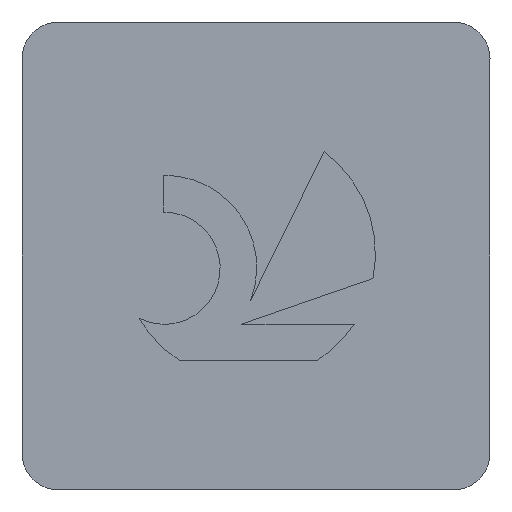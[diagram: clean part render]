
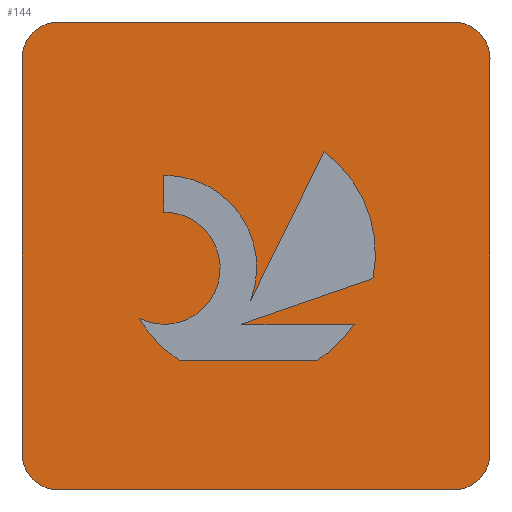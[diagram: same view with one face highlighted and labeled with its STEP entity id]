
A CAD part, top view. The second image highlights one B-rep face of the part: STEP entity #144.
In plain terms, the highlighted planar face has unit normal (0, 0, 1).
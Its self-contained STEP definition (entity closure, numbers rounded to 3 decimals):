
#144=ADVANCED_FACE('',(#396,#397),#398,.T.);
#158=EDGE_CURVE('',#184,#342,#414,.T.);
#184=VERTEX_POINT('',#443);
#194=EDGE_CURVE('',#360,#246,#453,.T.);
#202=EDGE_CURVE('',#308,#260,#462,.T.);
#206=VERTEX_POINT('',#466);
#212=EDGE_CURVE('',#316,#348,#472,.T.);
#214=VERTEX_POINT('',#474);
#216=VERTEX_POINT('',#476);
#224=EDGE_CURVE('',#260,#214,#484,.T.);
#228=VERTEX_POINT('',#488);
#230=VERTEX_POINT('',#490);
#232=EDGE_CURVE('',#302,#308,#492,.T.);
#236=EDGE_CURVE('',#342,#278,#497,.T.);
#238=EDGE_CURVE('',#328,#230,#499,.T.);
#246=VERTEX_POINT('',#507);
#254=EDGE_CURVE('',#206,#258,#516,.T.);
#258=VERTEX_POINT('',#520);
#260=VERTEX_POINT('',#522);
#278=VERTEX_POINT('',#545);
#280=EDGE_CURVE('',#246,#302,#547,.T.);
#292=EDGE_CURVE('',#278,#316,#561,.T.);
#296=EDGE_CURVE('',#216,#338,#566,.T.);
#302=VERTEX_POINT('',#572);
#306=EDGE_CURVE('',#258,#328,#577,.T.);
#308=VERTEX_POINT('',#579);
#314=VERTEX_POINT('',#585);
#316=VERTEX_POINT('',#587);
#328=VERTEX_POINT('',#601);
#330=EDGE_CURVE('',#338,#206,#603,.T.);
#332=EDGE_CURVE('',#228,#314,#605,.T.);
#336=EDGE_CURVE('',#348,#216,#609,.T.);
#338=VERTEX_POINT('',#611);
#342=VERTEX_POINT('',#615);
#348=VERTEX_POINT('',#621);
#354=EDGE_CURVE('',#230,#184,#627,.T.);
#360=VERTEX_POINT('',#633);
#364=EDGE_CURVE('',#214,#228,#638,.T.);
#372=EDGE_CURVE('',#314,#360,#646,.T.);
#396=FACE_BOUND('',#661,.T.);
#397=FACE_OUTER_BOUND('',#662,.T.);
#398=PLANE('',#663);
#414=LINE('',#682,#683);
#443=CARTESIAN_POINT('',(6.203,5.137,0.0));
#453=CIRCLE('',#740,1.0);
#462=LINE('',#751,#752);
#466=CARTESIAN_POINT('',(3.175,4.658,0.0));
#472=LINE('',#768,#769);
#474=CARTESIAN_POINT('',(11.7,12.7,0.0));
#476=CARTESIAN_POINT('',(8.023,3.52,0.0));
#484=CIRCLE('',#782,1.);
#488=CARTESIAN_POINT('',(1.0,12.7,0.0));
#490=CARTESIAN_POINT('',(3.846,8.541,0.0));
#492=CIRCLE('',#793,1.0);
#497=CIRCLE('',#799,3.447);
#499=LINE('',#802,#803);
#507=CARTESIAN_POINT('',(1.0,0.0,0.0));
#516=CIRCLE('',#829,1.522);
#520=CARTESIAN_POINT('',(4.537,7.38,0.0));
#522=CARTESIAN_POINT('',(12.7,11.7,0.0));
#545=CARTESIAN_POINT('',(9.525,5.736,0.0));
#547=LINE('',#868,#869);
#561=LINE('',#889,#890);
#566=LINE('',#896,#897);
#572=CARTESIAN_POINT('',(11.7,0.0,0.0));
#577=CIRCLE('',#911,1.522);
#579=CARTESIAN_POINT('',(12.7,1.0,0.0));
#585=CARTESIAN_POINT('',(0.,11.7,0.0));
#587=CARTESIAN_POINT('',(5.969,4.501,0.0));
#601=CARTESIAN_POINT('',(3.846,7.54,0.0));
#603=CIRCLE('',#941,3.447);
#605=CIRCLE('',#944,1.);
#609=CIRCLE('',#951,3.447);
#611=CARTESIAN_POINT('',(4.265,3.52,0.0));
#615=CARTESIAN_POINT('',(8.196,9.18,0.0));
#621=CARTESIAN_POINT('',(9.014,4.501,0.0));
#627=CIRCLE('',#975,2.504);
#633=CARTESIAN_POINT('',(0.0,1.0,0.0));
#638=LINE('',#988,#989);
#646=LINE('',#1001,#1002);
#661=EDGE_LOOP('',(#1012,#1013,#1014,#1015,#1016,#1017,#1018,#1019,#1020,#1021,#1022));
#662=EDGE_LOOP('',(#1023,#1024,#1025,#1026,#1027,#1028,#1029,#1030));
#663=AXIS2_PLACEMENT_3D('',#1031,#1032,#1033);
#682=CARTESIAN_POINT('',(7.454,7.676,0.0));
#683=VECTOR('',#1055,1.0);
#740=AXIS2_PLACEMENT_3D('',#1091,#1092,#1093);
#751=CARTESIAN_POINT('',(12.7,1.0,0.0));
#752=VECTOR('',#1105,1.0);
#768=CARTESIAN_POINT('',(7.682,4.501,0.0));
#769=VECTOR('',#1111,1.0);
#782=AXIS2_PLACEMENT_3D('',#1112,#1113,#1114);
#793=AXIS2_PLACEMENT_3D('',#1116,#1117,#1118);
#799=AXIS2_PLACEMENT_3D('',#1127,#1128,#1129);
#802=CARTESIAN_POINT('',(3.846,7.445,0.0));
#803=VECTOR('',#1130,1.0);
#829=AXIS2_PLACEMENT_3D('',#1143,#1144,#1145);
#868=CARTESIAN_POINT('',(1.0,0.0,0.0));
#869=VECTOR('',#1203,1.0);
#889=CARTESIAN_POINT('',(6.425,4.66,0.0));
#890=VECTOR('',#1225,1.0);
#896=CARTESIAN_POINT('',(5.308,3.52,0.0));
#897=VECTOR('',#1234,1.0);
#911=AXIS2_PLACEMENT_3D('',#1244,#1245,#1246);
#941=AXIS2_PLACEMENT_3D('',#1267,#1268,#1269);
#944=AXIS2_PLACEMENT_3D('',#1270,#1271,#1272);
#951=AXIS2_PLACEMENT_3D('',#1274,#1275,#1276);
#975=AXIS2_PLACEMENT_3D('',#1282,#1283,#1284);
#988=CARTESIAN_POINT('',(11.7,12.7,0.0));
#989=VECTOR('',#1296,1.0);
#1001=CARTESIAN_POINT('',(0.0,11.7,0.0));
#1002=VECTOR('',#1301,1.0);
#1012=ORIENTED_EDGE('',*,*,#238,.T.);
#1013=ORIENTED_EDGE('',*,*,#354,.T.);
#1014=ORIENTED_EDGE('',*,*,#158,.T.);
#1015=ORIENTED_EDGE('',*,*,#236,.T.);
#1016=ORIENTED_EDGE('',*,*,#292,.T.);
#1017=ORIENTED_EDGE('',*,*,#212,.T.);
#1018=ORIENTED_EDGE('',*,*,#336,.T.);
#1019=ORIENTED_EDGE('',*,*,#296,.T.);
#1020=ORIENTED_EDGE('',*,*,#330,.T.);
#1021=ORIENTED_EDGE('',*,*,#254,.T.);
#1022=ORIENTED_EDGE('',*,*,#306,.T.);
#1023=ORIENTED_EDGE('',*,*,#280,.T.);
#1024=ORIENTED_EDGE('',*,*,#232,.T.);
#1025=ORIENTED_EDGE('',*,*,#202,.T.);
#1026=ORIENTED_EDGE('',*,*,#224,.T.);
#1027=ORIENTED_EDGE('',*,*,#364,.T.);
#1028=ORIENTED_EDGE('',*,*,#332,.T.);
#1029=ORIENTED_EDGE('',*,*,#372,.T.);
#1030=ORIENTED_EDGE('',*,*,#194,.T.);
#1031=CARTESIAN_POINT('',(6.35,6.35,0.0));
#1032=DIRECTION('',(0.0,0.0,1.0));
#1033=DIRECTION('',(1.0,0.0,0.0));
#1055=DIRECTION('',(0.442,0.897,-0.0));
#1091=CARTESIAN_POINT('',(1.,1.,0.0));
#1092=DIRECTION('',(0.0,0.0,1.0));
#1093=DIRECTION('',(-1.0,0.,0.0));
#1105=DIRECTION('',(0.0,1.0,0.0));
#1111=DIRECTION('',(1.0,0.0,0.0));
#1112=CARTESIAN_POINT('',(11.7,11.7,0.0));
#1113=DIRECTION('',(0.0,-0.0,1.0));
#1114=DIRECTION('',(1.0,0.,0.0));
#1116=CARTESIAN_POINT('',(11.7,1.,0.0));
#1117=DIRECTION('',(0.0,0.0,1.0));
#1118=DIRECTION('',(0.,-1.0,0.0));
#1127=CARTESIAN_POINT('',(6.144,6.41,0.0));
#1128=DIRECTION('',(0.0,-0.0,-1.0));
#1129=DIRECTION('',(0.981,-0.196,0.0));
#1130=DIRECTION('',(0.0,1.0,0.0));
#1143=CARTESIAN_POINT('',(3.856,6.019,0.0));
#1144=DIRECTION('',(0.0,0.0,1.0));
#1145=DIRECTION('',(-0.447,-0.894,0.0));
#1203=DIRECTION('',(1.0,0.0,0.0));
#1225=DIRECTION('',(-0.945,-0.328,0.0));
#1234=DIRECTION('',(-1.0,0.0,0.0));
#1244=CARTESIAN_POINT('',(3.856,6.019,0.0));
#1245=DIRECTION('',(0.0,0.0,1.0));
#1246=DIRECTION('',(-0.447,-0.894,0.0));
#1267=CARTESIAN_POINT('',(6.144,6.41,0.0));
#1268=DIRECTION('',(-0.0,0.0,-1.0));
#1269=DIRECTION('',(-0.861,-0.508,0.0));
#1270=CARTESIAN_POINT('',(1.,11.7,0.0));
#1271=DIRECTION('',(0.0,0.0,1.0));
#1272=DIRECTION('',(0.,1.0,0.0));
#1274=CARTESIAN_POINT('',(6.144,6.41,0.0));
#1275=DIRECTION('',(0.0,-0.0,-1.0));
#1276=DIRECTION('',(0.545,-0.838,0.0));
#1282=CARTESIAN_POINT('',(3.866,6.037,0.0));
#1283=DIRECTION('',(0.0,-0.0,-1.0));
#1284=DIRECTION('',(0.933,-0.359,0.0));
#1296=DIRECTION('',(-1.0,0.0,0.0));
#1301=DIRECTION('',(0.0,-1.0,0.0));
